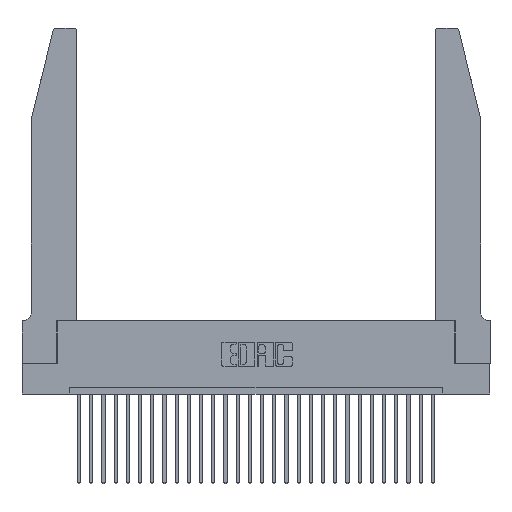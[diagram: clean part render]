
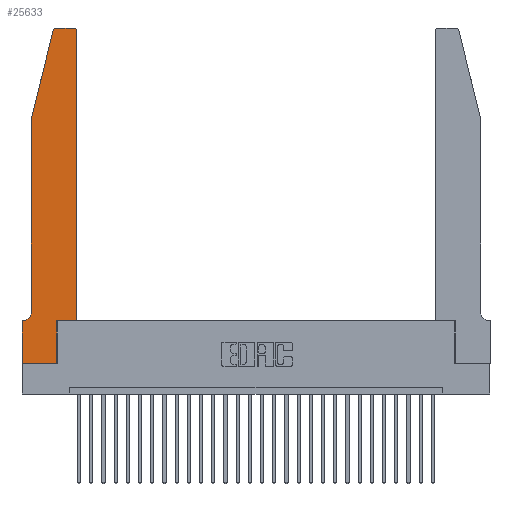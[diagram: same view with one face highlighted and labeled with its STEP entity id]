
A CAD part, top view. The second image highlights one B-rep face of the part: STEP entity #25633.
In plain terms, the highlighted planar face has unit normal (0, 0, 1).
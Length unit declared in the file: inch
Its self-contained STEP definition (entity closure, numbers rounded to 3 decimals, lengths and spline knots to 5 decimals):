
#112 = CARTESIAN_POINT ( 'NONE',  ( 0., 0.35, 0.37 ) ) ;
#799 = CARTESIAN_POINT ( 'NONE',  ( 0.284, 2.75, 0.37 ) ) ;
#973 = LINE ( 'NONE', #21645, #22646 ) ;
#997 = EDGE_CURVE ( 'NONE', #28491, #2612, #25351, .T. ) ;
#1055 = CARTESIAN_POINT ( 'NONE',  ( 0.4505, 0.35, 0.37 ) ) ;
#1965 = CARTESIAN_POINT ( 'NONE',  ( 0.0055, 0.35, 0.37 ) ) ;
#2040 = EDGE_CURVE ( 'NONE', #15468, #7795, #10251, .T. ) ;
#2192 = LINE ( 'NONE', #28976, #25244 ) ;
#2540 = AXIS2_PLACEMENT_3D ( 'NONE', #23606, #26125, #26031 ) ;
#2612 = VERTEX_POINT ( 'NONE', #4006 ) ;
#3398 = LINE ( 'NONE', #25508, #20546 ) ;
#3466 = CIRCLE ( 'NONE', #2540, 0.03 ) ;
#4006 = CARTESIAN_POINT ( 'NONE',  ( 0.0755, 0.42, 0.37 ) ) ;
#4309 = CARTESIAN_POINT ( 'NONE',  ( 0., 0., 0.37 ) ) ;
#4607 = PLANE ( 'NONE',  #8104 ) ;
#4626 = ORIENTED_EDGE ( 'NONE', *, *, #2040, .T. ) ;
#4654 = ORIENTED_EDGE ( 'NONE', *, *, #8220, .T. ) ;
#4680 = ORIENTED_EDGE ( 'NONE', *, *, #14464, .T. ) ;
#4817 = CARTESIAN_POINT ( 'NONE',  ( 0.4505, 2.72, 0.37 ) ) ;
#4935 = EDGE_CURVE ( 'NONE', #19545, #9893, #3466, .T. ) ;
#5105 = VERTEX_POINT ( 'NONE', #4309 ) ;
#5800 = VECTOR ( 'NONE', #20781, 39.37008 ) ;
#6453 = DIRECTION ( 'NONE',  ( 0., 0., -1. ) ) ;
#6927 = ORIENTED_EDGE ( 'NONE', *, *, #997, .T. ) ;
#7048 = EDGE_CURVE ( 'NONE', #15432, #14489, #3398, .T. ) ;
#7313 = CARTESIAN_POINT ( 'NONE',  ( 0.0755, 2., 0.37 ) ) ;
#7635 = CARTESIAN_POINT ( 'NONE',  ( 0., 0.35, 0.37 ) ) ;
#7689 = VERTEX_POINT ( 'NONE', #7635 ) ;
#7795 = VERTEX_POINT ( 'NONE', #10559 ) ;
#8104 = AXIS2_PLACEMENT_3D ( 'NONE', #112, #18280, #9102 ) ;
#8126 = CARTESIAN_POINT ( 'NONE',  ( 0.25487, 2.72718, 0.37 ) ) ;
#8220 = EDGE_CURVE ( 'NONE', #2612, #15534, #12782, .T. ) ;
#8243 = DIRECTION ( 'NONE',  ( -1., 0., 0. ) ) ;
#8925 = CARTESIAN_POINT ( 'NONE',  ( 0.2865, 0.35, 0.37 ) ) ;
#9102 = DIRECTION ( 'NONE',  ( 1., 0., 0. ) ) ;
#9372 = ORIENTED_EDGE ( 'NONE', *, *, #20464, .T. ) ;
#9511 = DIRECTION ( 'NONE',  ( -0.239, -0.971, 0. ) ) ;
#9792 = CIRCLE ( 'NONE', #19498, 0.03 ) ;
#9893 = VERTEX_POINT ( 'NONE', #8126 ) ;
#9920 = ORIENTED_EDGE ( 'NONE', *, *, #12070, .T. ) ;
#10251 = LINE ( 'NONE', #8925, #28817 ) ;
#10431 = VERTEX_POINT ( 'NONE', #11024 ) ;
#10559 = CARTESIAN_POINT ( 'NONE',  ( 0.2865, 0.35, 0.37 ) ) ;
#10748 = DIRECTION ( 'NONE',  ( -1., 0., 0. ) ) ;
#11024 = CARTESIAN_POINT ( 'NONE',  ( 0.4205, 2.75, 0.37 ) ) ;
#11218 = CARTESIAN_POINT ( 'NONE',  ( 0.2865, 0., 0.37 ) ) ;
#11363 = VECTOR ( 'NONE', #16962, 39.37008 ) ;
#11517 = CARTESIAN_POINT ( 'NONE',  ( 0.4205, 2.72, 0.37 ) ) ;
#11903 = DIRECTION ( 'NONE',  ( 0., 0., 1. ) ) ;
#12003 = CARTESIAN_POINT ( 'NONE',  ( 0.0755, 2., 0.37 ) ) ;
#12070 = EDGE_CURVE ( 'NONE', #14489, #10431, #9792, .T. ) ;
#12148 = LINE ( 'NONE', #18591, #18809 ) ;
#12404 = EDGE_CURVE ( 'NONE', #9893, #28491, #28689, .T. ) ;
#12610 = EDGE_LOOP ( 'NONE', ( #25895, #23550, #26005, #6927, #4654, #27417, #9372, #18235, #4626, #4680, #28436, #9920 ) ) ;
#12782 = CIRCLE ( 'NONE', #23584, 0.07 ) ;
#14330 = CARTESIAN_POINT ( 'NONE',  ( 0., 0., 0.37 ) ) ;
#14464 = EDGE_CURVE ( 'NONE', #7795, #15432, #12148, .T. ) ;
#14489 = VERTEX_POINT ( 'NONE', #4817 ) ;
#15269 = LINE ( 'NONE', #14330, #5800 ) ;
#15432 = VERTEX_POINT ( 'NONE', #1055 ) ;
#15468 = VERTEX_POINT ( 'NONE', #11218 ) ;
#15534 = VERTEX_POINT ( 'NONE', #1965 ) ;
#15700 = CARTESIAN_POINT ( 'NONE',  ( 0.0755, 2., 0.37 ) ) ;
#16046 = LINE ( 'NONE', #19793, #23035 ) ;
#16413 = DIRECTION ( 'NONE',  ( 1., 0., 0. ) ) ;
#16962 = DIRECTION ( 'NONE',  ( 0., -1., 0. ) ) ;
#17915 = DIRECTION ( 'NONE',  ( 0., 1., 0. ) ) ;
#18235 = ORIENTED_EDGE ( 'NONE', *, *, #21433, .T. ) ;
#18280 = DIRECTION ( 'NONE',  ( 0., 0., 1. ) ) ;
#18591 = CARTESIAN_POINT ( 'NONE',  ( 0.4505, 0.35, 0.37 ) ) ;
#18809 = VECTOR ( 'NONE', #22991, 39.37008 ) ;
#19075 = EDGE_CURVE ( 'NONE', #15534, #7689, #16046, .T. ) ;
#19268 = DIRECTION ( 'NONE',  ( 0., -1., 0. ) ) ;
#19498 = AXIS2_PLACEMENT_3D ( 'NONE', #11517, #11903, #16413 ) ;
#19545 = VERTEX_POINT ( 'NONE', #799 ) ;
#19793 = CARTESIAN_POINT ( 'NONE',  ( 0.0755, 0.35, 0.37 ) ) ;
#20464 = EDGE_CURVE ( 'NONE', #7689, #5105, #973, .T. ) ;
#20546 = VECTOR ( 'NONE', #21945, 39.37008 ) ;
#20547 = FACE_OUTER_BOUND ( 'NONE', #12610, .T. ) ;
#20781 = DIRECTION ( 'NONE',  ( 1., 0., 0. ) ) ;
#21433 = EDGE_CURVE ( 'NONE', #5105, #15468, #15269, .T. ) ;
#21645 = CARTESIAN_POINT ( 'NONE',  ( 0., 0., 0.37 ) ) ;
#21916 = CARTESIAN_POINT ( 'NONE',  ( 0.0055, 0.42, 0.37 ) ) ;
#21945 = DIRECTION ( 'NONE',  ( 0., 1., 0. ) ) ;
#22143 = DIRECTION ( 'NONE',  ( -1., 0., 0. ) ) ;
#22646 = VECTOR ( 'NONE', #19268, 39.37008 ) ;
#22991 = DIRECTION ( 'NONE',  ( 1., 0., 0. ) ) ;
#23035 = VECTOR ( 'NONE', #8243, 39.37008 ) ;
#23550 = ORIENTED_EDGE ( 'NONE', *, *, #4935, .T. ) ;
#23584 = AXIS2_PLACEMENT_3D ( 'NONE', #21916, #6453, #10748 ) ;
#23596 = EDGE_CURVE ( 'NONE', #10431, #19545, #2192, .T. ) ;
#23606 = CARTESIAN_POINT ( 'NONE',  ( 0.284, 2.72, 0.37 ) ) ;
#25244 = VECTOR ( 'NONE', #22143, 39.37008 ) ;
#25351 = LINE ( 'NONE', #12003, #11363 ) ;
#25508 = CARTESIAN_POINT ( 'NONE',  ( 0.4505, 0.35, 0.37 ) ) ;
#25633 = ADVANCED_FACE ( 'NONE', ( #20547 ), #4607, .T. ) ;
#25895 = ORIENTED_EDGE ( 'NONE', *, *, #23596, .T. ) ;
#26005 = ORIENTED_EDGE ( 'NONE', *, *, #12404, .T. ) ;
#26031 = DIRECTION ( 'NONE',  ( 1., 0., 0. ) ) ;
#26125 = DIRECTION ( 'NONE',  ( 0., 0., 1. ) ) ;
#27417 = ORIENTED_EDGE ( 'NONE', *, *, #19075, .T. ) ;
#27968 = VECTOR ( 'NONE', #9511, 39.37008 ) ;
#28436 = ORIENTED_EDGE ( 'NONE', *, *, #7048, .T. ) ;
#28491 = VERTEX_POINT ( 'NONE', #7313 ) ;
#28689 = LINE ( 'NONE', #15700, #27968 ) ;
#28817 = VECTOR ( 'NONE', #17915, 39.37008 ) ;
#28976 = CARTESIAN_POINT ( 'NONE',  ( 0.2605, 2.75, 0.37 ) ) ;
